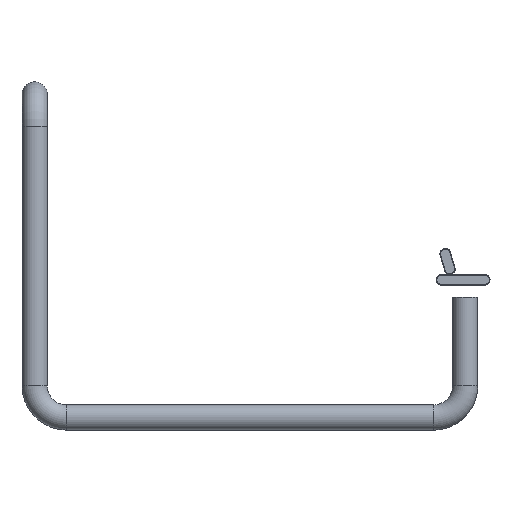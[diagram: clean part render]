
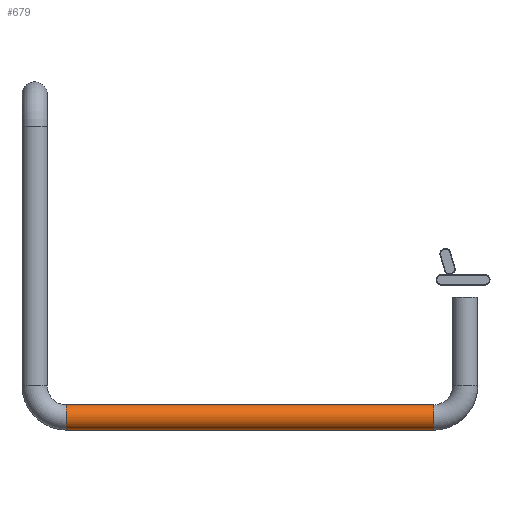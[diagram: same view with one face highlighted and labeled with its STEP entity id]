
A CAD part, left-side view. The second image highlights one B-rep face of the part: STEP entity #679.
In plain terms, the highlighted cylindrical face has radius 2000 mm (diameter 4000 mm), a full revolution.
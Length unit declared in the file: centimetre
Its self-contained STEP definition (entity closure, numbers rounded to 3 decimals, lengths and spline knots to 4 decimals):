
#146=FACE_BOUND($,#224,.T.);
#161=FACE_OUTER_BOUND($,#223,.T.);
#223=EDGE_LOOP($,(#495));
#224=EDGE_LOOP($,(#496));
#283=CIRCLE($,#755,200.);
#284=CIRCLE($,#757,200.);
#339=VERTEX_POINT($,#1137);
#340=VERTEX_POINT($,#1140);
#399=EDGE_CURVE($,#339,#339,#283,.T.);
#400=EDGE_CURVE($,#340,#340,#284,.T.);
#495=ORIENTED_EDGE($,*,*,#399,.F.);
#496=ORIENTED_EDGE($,*,*,#400,.T.);
#653=CYLINDRICAL_SURFACE($,#756,200.);
#679=ADVANCED_FACE($,(#161,#146),#653,.T.);
#755=AXIS2_PLACEMENT_3D($,#1138,#887,#888);
#756=AXIS2_PLACEMENT_3D($,#1139,#889,#890);
#757=AXIS2_PLACEMENT_3D($,#1141,#891,#892);
#887=DIRECTION('center_axis',(0.,1.,0.));
#888=DIRECTION('ref_axis',(0.,0.,1.));
#889=DIRECTION('center_axis',(0.,1.,0.));
#890=DIRECTION('ref_axis',(0.,0.,1.));
#891=DIRECTION('center_axis',(0.,1.,0.));
#892=DIRECTION('ref_axis',(0.,0.,1.));
#1137=CARTESIAN_POINT('',(-200.,6300.,-2100.));
#1138=CARTESIAN_POINT('Origin',(-200.,6300.,-1900.));
#1139=CARTESIAN_POINT('Origin',(-200.,500.,-1900.));
#1140=CARTESIAN_POINT('',(-200.,500.,-2100.));
#1141=CARTESIAN_POINT('Origin',(-200.,500.,-1900.));
